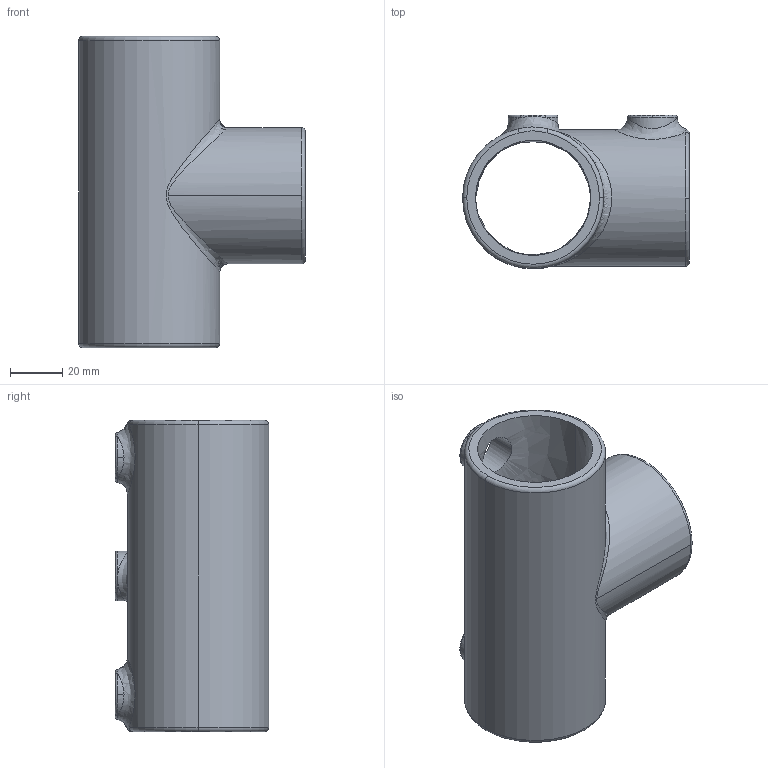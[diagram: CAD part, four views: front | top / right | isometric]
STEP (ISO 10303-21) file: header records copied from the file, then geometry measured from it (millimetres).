
FILE_DESCRIPTION((''),'2;1');
FILE_NAME('kk25-7.stp','2002-01-01T00:31:36',('Administrator'),(''),'Autodesk Inventor (tm) 3.0','Autodesk Inventor (tm) 3.0','');
FILE_SCHEMA(('CONFIG_CONTROL_DESIGN'));
Length unit declared in the file: inch
Products named in the file (1): kk25-7
Bounding box: 87 x 58.8 x 119.38 mm (x, y, z)
Volume: 106065.3 mm3; surface area: 48329.1 mm2
Topology: 1 solids, 1 shells, 56 faces, 146 edges, 91 vertices
Faces by surface type: bspline 21, torus 15, cylinder 14, plane 6
Entity records: 3223 total; most frequent: CARTESIAN_POINT 1823, ORIENTED_EDGE 292, DIRECTION 254, EDGE_CURVE 146, AXIS2_PLACEMENT_3D 116, VERTEX_POINT 91, CIRCLE 76, EDGE_LOOP 65
